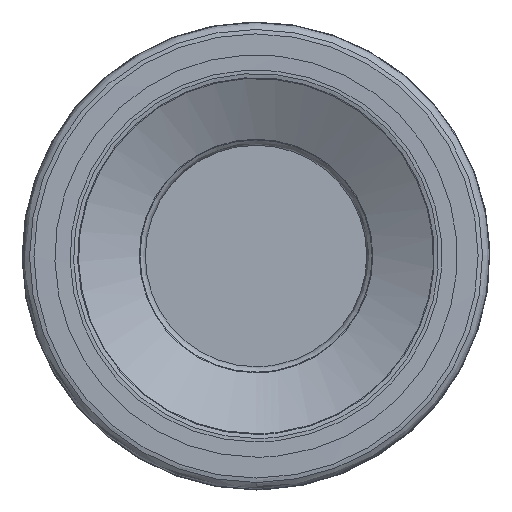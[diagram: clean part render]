
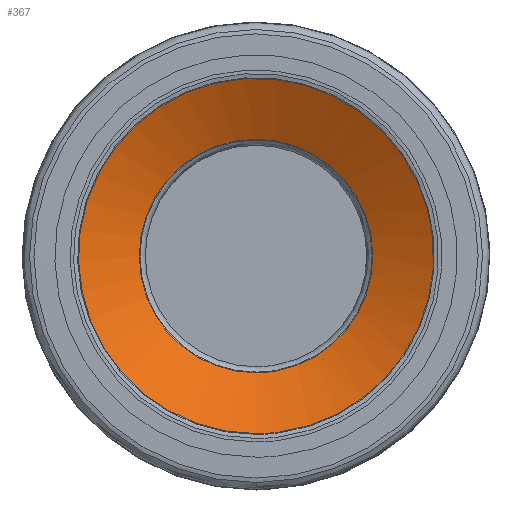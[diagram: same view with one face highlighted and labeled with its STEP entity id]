
A CAD part, left-side view. The second image highlights one B-rep face of the part: STEP entity #367.
In plain terms, the highlighted face is a revolution surface.
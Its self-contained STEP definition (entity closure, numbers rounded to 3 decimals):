
#26=LINE('',#1108,#28);
#28=VECTOR('',#857,4.437);
#66=SURFACE_OF_REVOLUTION('',#26,#92);
#92=AXIS1_PLACEMENT('',#1109,#858);
#320=FACE_BOUND('',#449,.T.);
#321=FACE_BOUND('',#450,.T.);
#367=ADVANCED_FACE('',(#320,#321),#66,.T.);
#449=EDGE_LOOP('',(#531));
#450=EDGE_LOOP('',(#532));
#531=ORIENTED_EDGE('',*,*,#619,.F.);
#532=ORIENTED_EDGE('',*,*,#618,.T.);
#577=VERTEX_POINT('',#1100);
#578=VERTEX_POINT('',#1107);
#618=EDGE_CURVE('',#577,#577,#659,.T.);
#619=EDGE_CURVE('',#578,#578,#660,.T.);
#659=CIRCLE('',#718,7.494);
#660=CIRCLE('',#719,11.399);
#718=AXIS2_PLACEMENT_3D('',#1099,#852,#853);
#719=AXIS2_PLACEMENT_3D('',#1106,#855,#856);
#852=DIRECTION('',(1.,0.,0.));
#853=DIRECTION('',(0.,0.,-1.));
#855=DIRECTION('',(1.,0.,0.));
#856=DIRECTION('',(0.,0.,-1.));
#857=DIRECTION('',(-0.463,-0.885,-0.058));
#858=DIRECTION('',(1.,0.,0.));
#1099=CARTESIAN_POINT('',(2.157,0.,0.));
#1100=CARTESIAN_POINT('',(2.157,0.,-7.494));
#1106=CARTESIAN_POINT('',(0.103,0.,0.));
#1107=CARTESIAN_POINT('',(0.103,0.,-11.399));
#1108=CARTESIAN_POINT('',(2.157,-7.468,0.622));
#1109=CARTESIAN_POINT('',(0.,0.,0.));
